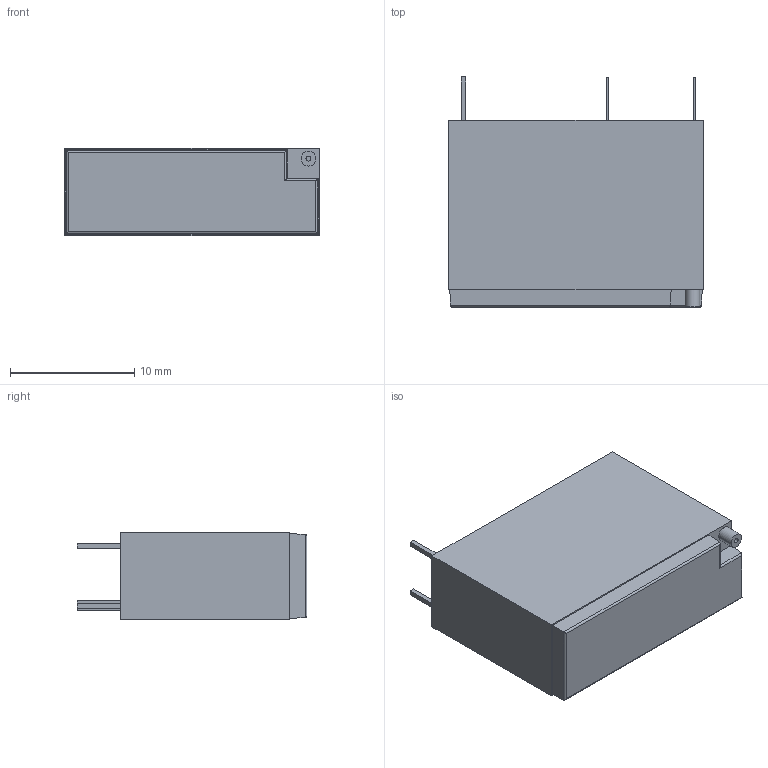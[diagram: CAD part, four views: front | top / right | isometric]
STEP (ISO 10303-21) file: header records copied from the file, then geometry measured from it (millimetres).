
FILE_DESCRIPTION((''),'2;1');
FILE_NAME('PRT0075','2020-11-23T13:22:33',('Administrator'),(''),'CREO PARAMETRIC BY PTC INC, 2020154','CREO PARAMETRIC BY PTC INC, 2020154','');
FILE_SCHEMA(('CONFIG_CONTROL_DESIGN','SHAPE_APPEARANCE_LAYERS_GROUPS'));
Length unit declared in the file: millimetre
Products named in the file (1): PRT0075
Bounding box: 20.5 x 18.5 x 7 mm (x, y, z)
Volume: 2138.3 mm3; surface area: 1137 mm2
Topology: 1 solids, 1 shells, 45 faces, 102 edges, 66 vertices
Faces by surface type: plane 35, cylinder 10
Entity records: 1526 total; most frequent: CARTESIAN_POINT 243, ORIENTED_EDGE 204, DIRECTION 194, EDGE_CURVE 102, VECTOR 88, LINE 88, VERTEX_POINT 66, AXIS2_PLACEMENT_3D 53
